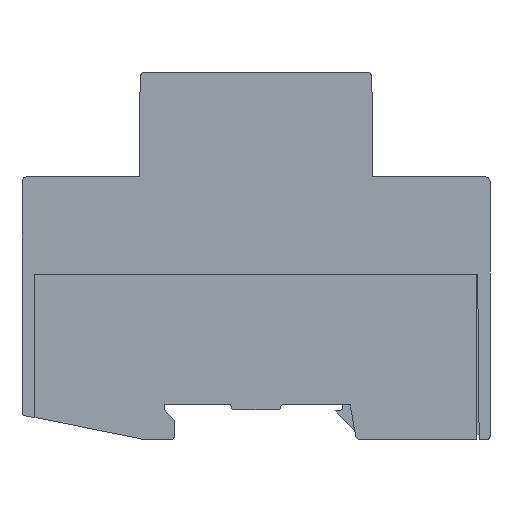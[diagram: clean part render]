
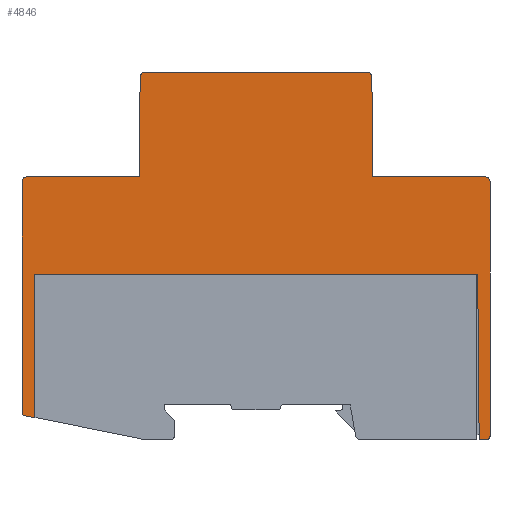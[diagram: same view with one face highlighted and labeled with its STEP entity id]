
A CAD part, left-side view. The second image highlights one B-rep face of the part: STEP entity #4846.
In plain terms, the highlighted planar face has unit normal (-1, 0, 0).
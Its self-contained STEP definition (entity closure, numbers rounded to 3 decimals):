
#4846=ADVANCED_FACE('',(#12554),#12555,.F.);
#6542=VERTEX_POINT('',#14391);
#6546=VERTEX_POINT('',#14395);
#6548=EDGE_CURVE('',#6542,#6546,#14397,.T.);
#9196=VERTEX_POINT('',#17045);
#9200=VERTEX_POINT('',#17049);
#9202=EDGE_CURVE('',#9196,#9200,#17051,.T.);
#9356=VERTEX_POINT('',#17205);
#9358=VERTEX_POINT('',#17207);
#9360=EDGE_CURVE('',#9356,#9358,#17209,.F.);
#9466=VERTEX_POINT('',#17315);
#9468=EDGE_CURVE('',#9466,#9200,#17317,.F.);
#9656=VERTEX_POINT('',#17505);
#9658=VERTEX_POINT('',#17507);
#9660=EDGE_CURVE('',#9656,#9658,#17509,.F.);
#9686=VERTEX_POINT('',#17535);
#9690=VERTEX_POINT('',#17539);
#9692=EDGE_CURVE('',#9686,#9690,#17541,.F.);
#9762=VERTEX_POINT('',#17611);
#9766=EDGE_CURVE('',#9762,#9656,#17615,.F.);
#9768=VERTEX_POINT('',#17617);
#9770=EDGE_CURVE('',#9196,#9768,#17619,.T.);
#9772=VERTEX_POINT('',#17621);
#9774=EDGE_CURVE('',#9772,#9768,#17623,.T.);
#9776=VERTEX_POINT('',#17625);
#9778=EDGE_CURVE('',#9776,#9772,#17627,.T.);
#9780=VERTEX_POINT('',#17629);
#9782=EDGE_CURVE('',#9780,#9776,#17631,.F.);
#9784=EDGE_CURVE('',#9658,#9780,#17633,.T.);
#9786=EDGE_CURVE('',#6546,#9762,#17635,.T.);
#9788=VERTEX_POINT('',#17637);
#9790=EDGE_CURVE('',#9788,#6542,#17639,.T.);
#9792=EDGE_CURVE('',#9690,#9788,#17641,.T.);
#9794=EDGE_CURVE('',#9358,#9686,#17643,.T.);
#9796=VERTEX_POINT('',#17645);
#9798=EDGE_CURVE('',#9796,#9356,#17647,.T.);
#9800=EDGE_CURVE('',#9466,#9796,#17649,.F.);
#12554=FACE_OUTER_BOUND('',#20523,.T.);
#12555=PLANE('',#20524);
#14391=CARTESIAN_POINT('',(0.0,66.283,70.7));
#14395=CARTESIAN_POINT('',(0.0,23.717,70.7));
#14397=LINE('',#23103,#23104);
#17045=CARTESIAN_POINT('',(0.0,2.365,31.8));
#17049=CARTESIAN_POINT('',(0.0,87.6,31.8));
#17051=LINE('',#27393,#27394);
#17205=CARTESIAN_POINT('',(0.0,90.0,5.287));
#17207=CARTESIAN_POINT('',(0.0,90.0,49.6));
#17209=LINE('',#27633,#27634);
#17315=CARTESIAN_POINT('',(0.0,87.6,4.277));
#17317=LINE('',#27809,#27810);
#17505=CARTESIAN_POINT('',(0.0,22.55,50.6));
#17507=CARTESIAN_POINT('',(0.0,1.0,50.6));
#17509=LINE('',#28117,#28118);
#17535=CARTESIAN_POINT('',(0.0,89.0,50.6));
#17539=CARTESIAN_POINT('',(0.0,67.45,50.6));
#17541=LINE('',#28165,#28166);
#17611=CARTESIAN_POINT('',(0.0,22.717,69.709));
#17615=LINE('',#28275,#28276);
#17617=CARTESIAN_POINT('',(0.0,2.088,0.0));
#17619=LINE('',#28281,#28282);
#17621=CARTESIAN_POINT('',(0.0,0.7,0.0));
#17623=LINE('',#28287,#28288);
#17625=CARTESIAN_POINT('',(0.0,0.0,0.7));
#17627=CIRCLE('',#28293,0.7);
#17629=CARTESIAN_POINT('',(0.0,0.0,49.6));
#17631=LINE('',#28298,#28299);
#17633=CIRCLE('',#28302,1.0);
#17635=CIRCLE('',#28305,1.0);
#17637=CARTESIAN_POINT('',(0.0,67.283,69.709));
#17639=CIRCLE('',#28310,1.0);
#17641=LINE('',#28313,#28314);
#17643=CIRCLE('',#28317,1.0);
#17645=CARTESIAN_POINT('',(0.0,89.422,4.598));
#17647=CIRCLE('',#28322,0.7);
#17649=LINE('',#28325,#28326);
#20523=EDGE_LOOP('',(#34757,#34758,#34759,#34760,#34761,#34762,#34763,#34764,#34765,#34766,#34767,#34768,#34769,#34770,#34771,#34772,#34773,#34774));
#20524=AXIS2_PLACEMENT_3D('',#34775,#34776,#34777);
#23103=CARTESIAN_POINT('',(0.0,56.225,70.7));
#23104=VECTOR('',#36616,1.0);
#27393=CARTESIAN_POINT('',(0.0,45.0,31.8));
#27394=VECTOR('',#37474,1.0);
#27633=CARTESIAN_POINT('',(0.0,90.0,37.3));
#27634=VECTOR('',#37530,1.0);
#27809=CARTESIAN_POINT('',(0.0,87.6,37.3));
#27810=VECTOR('',#37564,1.0);
#28117=CARTESIAN_POINT('',(0.0,67.5,50.6));
#28118=VECTOR('',#37622,1.0);
#28165=CARTESIAN_POINT('',(0.0,67.5,50.6));
#28166=VECTOR('',#37645,1.0);
#28275=CARTESIAN_POINT('',(0.0,22.639,60.747));
#28276=VECTOR('',#37708,1.0);
#28281=CARTESIAN_POINT('',(0.0,2.554,53.435));
#28282=VECTOR('',#37709,1.0);
#28287=CARTESIAN_POINT('',(0.0,45.0,0.0));
#28288=VECTOR('',#37710,1.0);
#28293=AXIS2_PLACEMENT_3D('',#37711,#37712,#37713);
#28298=CARTESIAN_POINT('',(0.0,0.0,36.55));
#28299=VECTOR('',#37714,1.0);
#28302=AXIS2_PLACEMENT_3D('',#37715,#37716,#37717);
#28305=AXIS2_PLACEMENT_3D('',#37718,#37719,#37720);
#28310=AXIS2_PLACEMENT_3D('',#37721,#37722,#37723);
#28313=CARTESIAN_POINT('',(0.0,67.361,60.747));
#28314=VECTOR('',#37724,1.0);
#28317=AXIS2_PLACEMENT_3D('',#37725,#37726,#37727);
#28322=AXIS2_PLACEMENT_3D('',#37728,#37729,#37730);
#28325=CARTESIAN_POINT('',(0.0,73.822,1.847));
#28326=VECTOR('',#37731,1.0);
#34757=ORIENTED_EDGE('',*,*,#9770,.T.);
#34758=ORIENTED_EDGE('',*,*,#9774,.F.);
#34759=ORIENTED_EDGE('',*,*,#9778,.F.);
#34760=ORIENTED_EDGE('',*,*,#9782,.F.);
#34761=ORIENTED_EDGE('',*,*,#9784,.F.);
#34762=ORIENTED_EDGE('',*,*,#9660,.F.);
#34763=ORIENTED_EDGE('',*,*,#9766,.F.);
#34764=ORIENTED_EDGE('',*,*,#9786,.F.);
#34765=ORIENTED_EDGE('',*,*,#6548,.F.);
#34766=ORIENTED_EDGE('',*,*,#9790,.F.);
#34767=ORIENTED_EDGE('',*,*,#9792,.F.);
#34768=ORIENTED_EDGE('',*,*,#9692,.F.);
#34769=ORIENTED_EDGE('',*,*,#9794,.F.);
#34770=ORIENTED_EDGE('',*,*,#9360,.F.);
#34771=ORIENTED_EDGE('',*,*,#9798,.F.);
#34772=ORIENTED_EDGE('',*,*,#9800,.F.);
#34773=ORIENTED_EDGE('',*,*,#9468,.T.);
#34774=ORIENTED_EDGE('',*,*,#9202,.F.);
#34775=CARTESIAN_POINT('',(0.0,45.0,70.7));
#34776=DIRECTION('',(1.0,0.0,0.0));
#34777=DIRECTION('',(0.0,0.0,-1.0));
#36616=DIRECTION('',(0.0,-1.0,0.0));
#37474=DIRECTION('',(0.0,1.0,0.0));
#37530=DIRECTION('',(0.0,0.0,-1.0));
#37564=DIRECTION('',(0.0,0.0,-1.0));
#37622=DIRECTION('',(0.0,1.0,0.0));
#37645=DIRECTION('',(0.0,1.0,0.0));
#37708=DIRECTION('',(0.0,0.009,1.));
#37709=DIRECTION('',(0.0,-0.009,-1.));
#37710=DIRECTION('',(0.0,1.0,0.0));
#37711=CARTESIAN_POINT('',(0.0,0.7,0.7));
#37712=DIRECTION('',(1.0,0.0,0.0));
#37713=DIRECTION('',(0.0,0.0,-1.0));
#37714=DIRECTION('',(0.0,0.0,1.0));
#37715=CARTESIAN_POINT('',(0.0,1.0,49.6));
#37716=DIRECTION('',(1.0,0.0,-0.0));
#37717=DIRECTION('',(0.0,0.0,1.0));
#37718=CARTESIAN_POINT('',(0.0,23.717,69.7));
#37719=DIRECTION('',(1.0,0.0,0.0));
#37720=DIRECTION('',(0.0,-1.,0.009));
#37721=CARTESIAN_POINT('',(0.0,66.283,69.7));
#37722=DIRECTION('',(1.0,0.0,-0.0));
#37723=DIRECTION('',(0.0,0.0,1.0));
#37724=DIRECTION('',(0.0,-0.009,1.));
#37725=CARTESIAN_POINT('',(0.0,89.0,49.6));
#37726=DIRECTION('',(1.0,0.0,-0.0));
#37727=DIRECTION('',(0.0,0.0,1.0));
#37728=CARTESIAN_POINT('',(0.0,89.3,5.287));
#37729=DIRECTION('',(1.0,0.0,0.0));
#37730=DIRECTION('',(0.0,1.0,0.0));
#37731=DIRECTION('',(0.0,-0.985,-0.174));
